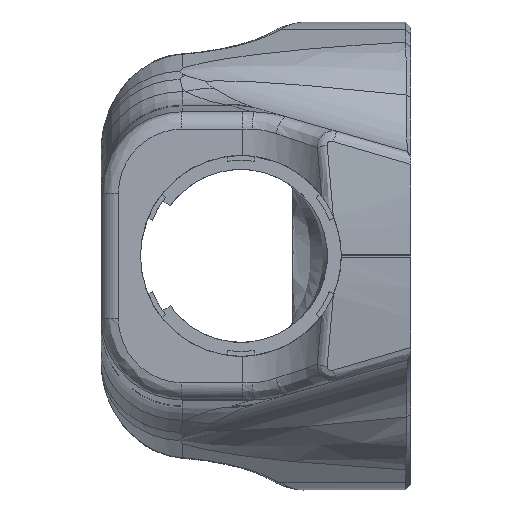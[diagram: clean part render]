
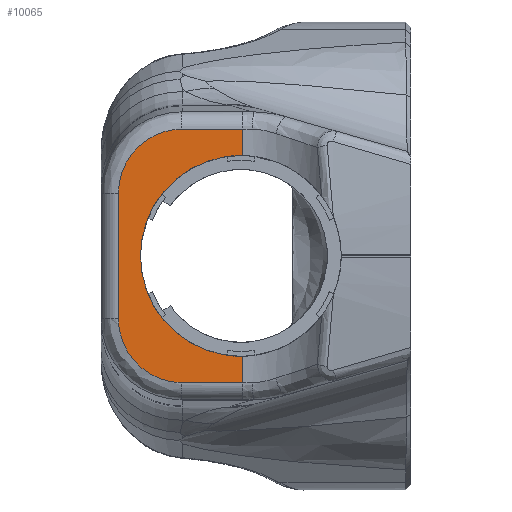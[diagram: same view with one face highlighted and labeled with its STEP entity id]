
A CAD part, left-side view. The second image highlights one B-rep face of the part: STEP entity #10065.
In plain terms, the highlighted planar face has unit normal (-1, 0, 0).
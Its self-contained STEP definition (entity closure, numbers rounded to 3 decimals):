
#3081=CARTESIAN_POINT('',(-35.674,3.,0.001));
#3082=DIRECTION('',(1.,0.,0.));
#3083=DIRECTION('',(0.,0.,-1.));
#3084=AXIS2_PLACEMENT_3D('',#3081,#3082,#3083);
#3086=CARTESIAN_POINT('',(-35.674,3.,0.001));
#3087=DIRECTION('',(1.,0.,0.));
#3088=DIRECTION('',(0.,-0.019,-1.));
#3089=AXIS2_PLACEMENT_3D('',#3086,#3087,#3088);
#3091=DIRECTION('',(0.,0.,1.));
#3092=VECTOR('',#3091,1.526);
#3093=CARTESIAN_POINT('',(-35.674,2.89,
-7.33));
#3094=LINE('',#3093,#3092);
#3095=DIRECTION('',(0.,1.,0.));
#3096=VECTOR('',#3095,3.561);
#3097=CARTESIAN_POINT('',(-35.674,2.89,
-7.33));
#3098=LINE('',#3097,#3096);
#3099=CARTESIAN_POINT('',(-35.674,6.451,
-7.33));
#3100=CARTESIAN_POINT('',(-35.674,6.723,
-7.324));
#3101=CARTESIAN_POINT('',(-35.674,7.253,
-7.256));
#3102=CARTESIAN_POINT('',(-35.674,8.017,
-6.981));
#3103=CARTESIAN_POINT('',(-35.674,8.702,
-6.548));
#3104=CARTESIAN_POINT('',(-35.674,9.279,
-5.973));
#3105=CARTESIAN_POINT('',(-35.674,9.715,
-5.299));
#3106=CARTESIAN_POINT('',(-35.674,10.009,
-4.504));
#3107=CARTESIAN_POINT('',(-35.674,10.081,
-3.926));
#3108=CARTESIAN_POINT('',(-35.674,10.081,
-3.621));
#3110=DIRECTION('',(0.,0.,1.));
#3111=VECTOR('',#3110,7.242);
#3112=CARTESIAN_POINT('',(-35.674,10.081,
-3.621));
#3113=LINE('',#3112,#3111);
#3114=CARTESIAN_POINT('',(-35.674,10.081,3.621));
#3115=CARTESIAN_POINT('',(-35.674,10.081,3.913));
#3116=CARTESIAN_POINT('',(-35.674,10.013,4.474));
#3117=CARTESIAN_POINT('',(-35.674,9.743,5.24));
#3118=CARTESIAN_POINT('',(-35.674,9.308,5.939));
#3119=CARTESIAN_POINT('',(-35.674,8.733,6.523));
#3120=CARTESIAN_POINT('',(-35.674,8.045,6.968));
#3121=CARTESIAN_POINT('',(-35.674,7.279,7.25));
#3122=CARTESIAN_POINT('',(-35.674,6.733,7.324));
#3123=CARTESIAN_POINT('',(-35.674,6.451,7.33));
#3125=DIRECTION('',(0.,-1.,0.));
#3126=VECTOR('',#3125,3.561);
#3127=CARTESIAN_POINT('',(-35.674,6.451,7.33));
#3128=LINE('',#3127,#3126);
#3129=DIRECTION('',(0.,0.,1.));
#3130=VECTOR('',#3129,1.525);
#3131=CARTESIAN_POINT('',(-35.674,2.89,5.805));
#3132=LINE('',#3131,#3130);
#3133=CARTESIAN_POINT('',(-35.674,3.,0.001));
#3134=DIRECTION('',(1.,0.,0.));
#3135=DIRECTION('',(0.,0.,1.));
#3136=AXIS2_PLACEMENT_3D('',#3133,#3134,#3135);
#3138=CARTESIAN_POINT('',(-35.674,2.89,
-5.803));
#4725=VERTEX_POINT('',#3138);
#4727=CARTESIAN_POINT('',(-35.674,3.,-5.804));
#4728=CARTESIAN_POINT('',(-35.674,3.,5.806));
#4729=VERTEX_POINT('',#4727);
#4730=VERTEX_POINT('',#4728);
#4731=CARTESIAN_POINT('',(-35.674,2.89,5.805));
#4732=VERTEX_POINT('',#4731);
#5195=CARTESIAN_POINT('',(-35.674,6.451,7.33));
#5196=CARTESIAN_POINT('',(-35.674,2.89,7.33));
#5197=VERTEX_POINT('',#5195);
#5198=VERTEX_POINT('',#5196);
#5199=VERTEX_POINT('',#3114);
#5203=CARTESIAN_POINT('',(-35.674,10.081,
-3.621));
#5204=VERTEX_POINT('',#5203);
#5206=VERTEX_POINT('',#3099);
#5207=CARTESIAN_POINT('',(-35.674,2.89,
-7.33));
#5208=VERTEX_POINT('',#5207);
#10041=CARTESIAN_POINT('',(-35.674,2.89,-11.45));
#10042=DIRECTION('',(1.,0.,0.));
#10043=DIRECTION('',(0.,1.,0.));
#10044=AXIS2_PLACEMENT_3D('',#10041,#10042,#10043);
#10045=PLANE('',#10044);
#10046=ORIENTED_EDGE('',*,*,#7446,.F.);
#10047=ORIENTED_EDGE('',*,*,#6592,.F.);
#10049=ORIENTED_EDGE('',*,*,#10048,.F.);
#10051=ORIENTED_EDGE('',*,*,#10050,.T.);
#10053=ORIENTED_EDGE('',*,*,#10052,.T.);
#10055=ORIENTED_EDGE('',*,*,#10054,.T.);
#10057=ORIENTED_EDGE('',*,*,#10056,.T.);
#10059=ORIENTED_EDGE('',*,*,#10058,.T.);
#10061=ORIENTED_EDGE('',*,*,#10060,.F.);
#10062=ORIENTED_EDGE('',*,*,#6575,.F.);
#10063=EDGE_LOOP('',(#10046,#10047,#10049,#10051,#10053,#10055,#10057,#10059,
#10061,#10062));
#10064=FACE_OUTER_BOUND('',#10063,.F.);
#10065=ADVANCED_FACE('',(#10064),#10045,.F.);
#3085=CIRCLE('',#3084,5.805);
#3090=CIRCLE('',#3089,5.805);
#3109=B_SPLINE_CURVE_WITH_KNOTS('',3,(#3099,#3100,#3101,#3102,#3103,#3104,#3105,
#3106,#3107,#3108),.UNSPECIFIED.,.F.,.F.,(4,1,1,1,1,1,1,4),(0.,
0.143,0.286,0.429,0.571,
0.714,0.857,1.),.UNSPECIFIED.);
#3124=B_SPLINE_CURVE_WITH_KNOTS('',3,(#3114,#3115,#3116,#3117,#3118,#3119,#3120,
#3121,#3122,#3123),.UNSPECIFIED.,.F.,.F.,(4,1,1,1,1,1,1,4),(0.,
0.143,0.286,0.429,0.571,
0.714,0.857,1.),.UNSPECIFIED.);
#3137=CIRCLE('',#3136,5.805);
#6575=EDGE_CURVE('',#4730,#4732,#3137,.T.);
#6592=EDGE_CURVE('',#4725,#4729,#3090,.T.);
#7446=EDGE_CURVE('',#4729,#4730,#3085,.T.);
#10048=EDGE_CURVE('',#5208,#4725,#3094,.T.);
#10050=EDGE_CURVE('',#5208,#5206,#3098,.T.);
#10052=EDGE_CURVE('',#5206,#5204,#3109,.T.);
#10054=EDGE_CURVE('',#5204,#5199,#3113,.T.);
#10056=EDGE_CURVE('',#5199,#5197,#3124,.T.);
#10058=EDGE_CURVE('',#5197,#5198,#3128,.T.);
#10060=EDGE_CURVE('',#4732,#5198,#3132,.T.);
